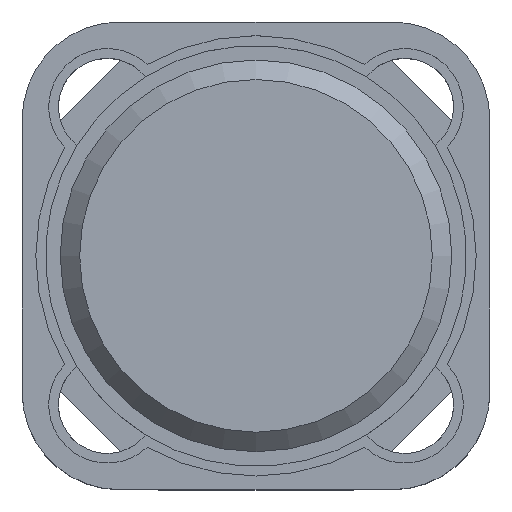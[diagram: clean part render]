
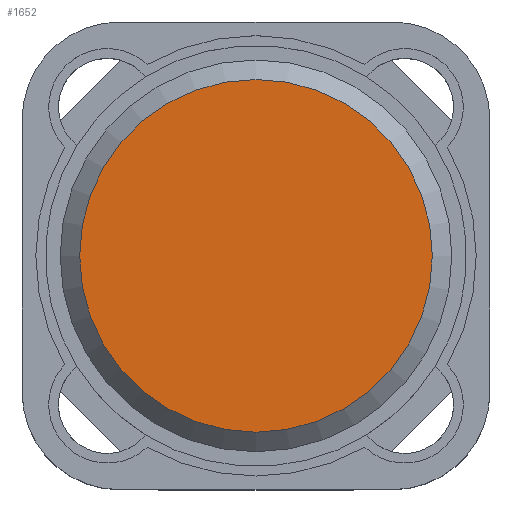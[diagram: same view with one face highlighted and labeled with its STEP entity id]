
A CAD part, top view. The second image highlights one B-rep face of the part: STEP entity #1652.
In plain terms, the highlighted planar face has unit normal (0, 0, 1).
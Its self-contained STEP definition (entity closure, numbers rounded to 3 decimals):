
#1634 = VERTEX_POINT('',#1635);
#1635 = CARTESIAN_POINT('',(4.525,0.,4.65));
#1640 = EDGE_CURVE('',#1634,#1634,#1641,.T.);
#1641 = CIRCLE('',#1642,4.525);
#1642 = AXIS2_PLACEMENT_3D('',#1643,#1644,#1645);
#1643 = CARTESIAN_POINT('',(0.,0.,4.65));
#1644 = DIRECTION('',(0.,0.,1.));
#1645 = DIRECTION('',(1.,0.,0.));
#1652 = ADVANCED_FACE('',(#1653),#1656,.T.);
#1653 = FACE_BOUND('',#1654,.T.);
#1654 = EDGE_LOOP('',(#1655));
#1655 = ORIENTED_EDGE('',*,*,#1640,.T.);
#1656 = PLANE('',#1657);
#1657 = AXIS2_PLACEMENT_3D('',#1658,#1659,#1660);
#1658 = CARTESIAN_POINT('',(0.,0.,4.65));
#1659 = DIRECTION('',(0.,0.,1.));
#1660 = DIRECTION('',(1.,0.,0.));
